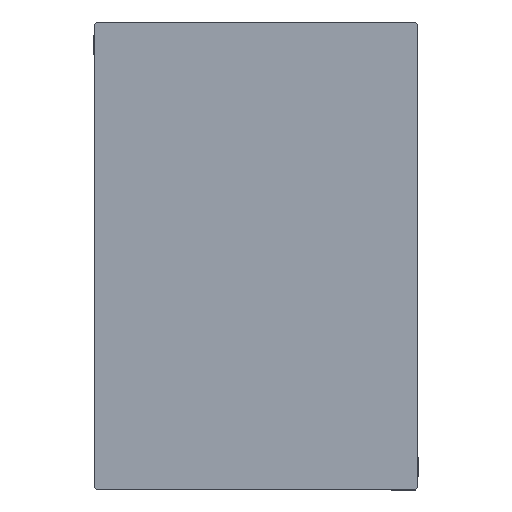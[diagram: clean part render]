
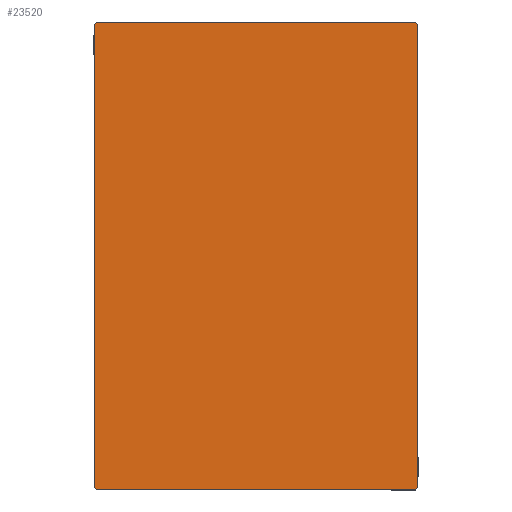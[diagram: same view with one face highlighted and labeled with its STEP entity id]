
A CAD part, left-side view. The second image highlights one B-rep face of the part: STEP entity #23520.
In plain terms, the highlighted face is planar.
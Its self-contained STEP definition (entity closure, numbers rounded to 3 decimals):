
#18 = DIRECTION ( 'NONE',  ( 1., 0., 0. ) ) ;
#46 = CARTESIAN_POINT ( 'NONE',  ( 130., -27.35, 27.35 ) ) ;
#1009 = ORIENTED_EDGE ( 'NONE', *, *, #38499, .T. ) ;
#2026 = VECTOR ( 'NONE', #6650, 1000. ) ;
#2893 = VERTEX_POINT ( 'NONE', #11691 ) ;
#3765 = VECTOR ( 'NONE', #40837, 1000. ) ;
#4555 = CARTESIAN_POINT ( 'NONE',  ( 130., -22.5, 32.5 ) ) ;
#6084 = CARTESIAN_POINT ( 'NONE',  ( 130., 0., 0. ) ) ;
#6233 = VECTOR ( 'NONE', #31580, 1000. ) ;
#6262 = VECTOR ( 'NONE', #30955, 1000. ) ;
#6650 = DIRECTION ( 'NONE',  ( 0., 0.707, 0.707 ) ) ;
#7351 = ORIENTED_EDGE ( 'NONE', *, *, #40519, .T. ) ;
#8742 = LINE ( 'NONE', #28428, #28585 ) ;
#9154 = VERTEX_POINT ( 'NONE', #40759 ) ;
#9603 = VERTEX_POINT ( 'NONE', #22551 ) ;
#10660 = CARTESIAN_POINT ( 'NONE',  ( 130., 22.2, -32.5 ) ) ;
#11136 = EDGE_CURVE ( 'NONE', #11261, #9603, #8742, .T. ) ;
#11261 = VERTEX_POINT ( 'NONE', #32528 ) ;
#11334 = EDGE_LOOP ( 'NONE', ( #27903, #1009, #7351, #22208, #19403, #41256, #17921, #16846 ) ) ;
#11691 = CARTESIAN_POINT ( 'NONE',  ( 130., -22.5, 32.2 ) ) ;
#12049 = VECTOR ( 'NONE', #36965, 1000. ) ;
#13219 = DIRECTION ( 'NONE',  ( 0., -0.707, -0.707 ) ) ;
#14170 = CARTESIAN_POINT ( 'NONE',  ( 130., 27.35, -27.35 ) ) ;
#15942 = CARTESIAN_POINT ( 'NONE',  ( 130., -22.2, 32.5 ) ) ;
#16414 = EDGE_CURVE ( 'NONE', #9154, #18221, #36956, .T. ) ;
#16846 = ORIENTED_EDGE ( 'NONE', *, *, #11136, .T. ) ;
#17104 = EDGE_CURVE ( 'NONE', #9603, #29140, #40631, .T. ) ;
#17921 = ORIENTED_EDGE ( 'NONE', *, *, #36900, .T. ) ;
#18221 = VERTEX_POINT ( 'NONE', #23567 ) ;
#19403 = ORIENTED_EDGE ( 'NONE', *, *, #41566, .T. ) ;
#20446 = LINE ( 'NONE', #14170, #2026 ) ;
#20747 = CARTESIAN_POINT ( 'NONE',  ( 130., 22.5, -32.2 ) ) ;
#21179 = CARTESIAN_POINT ( 'NONE',  ( 130., -22.5, -32.5 ) ) ;
#21397 = VECTOR ( 'NONE', #42213, 1000. ) ;
#22061 = VERTEX_POINT ( 'NONE', #15942 ) ;
#22083 = LINE ( 'NONE', #35270, #6262 ) ;
#22208 = ORIENTED_EDGE ( 'NONE', *, *, #16414, .T. ) ;
#22551 = CARTESIAN_POINT ( 'NONE',  ( 130., -22.2, -32.5 ) ) ;
#22987 = CARTESIAN_POINT ( 'NONE',  ( 130., 22.5, -32.5 ) ) ;
#23520 = ADVANCED_FACE ( 'NONE', ( #35687 ), #25749, .T. ) ;
#23567 = CARTESIAN_POINT ( 'NONE',  ( 130., 22.2, 32.5 ) ) ;
#25749 = PLANE ( 'NONE',  #38406 ) ;
#27903 = ORIENTED_EDGE ( 'NONE', *, *, #17104, .T. ) ;
#28428 = CARTESIAN_POINT ( 'NONE',  ( 130., -27.35, -27.35 ) ) ;
#28585 = VECTOR ( 'NONE', #38363, 1000. ) ;
#29140 = VERTEX_POINT ( 'NONE', #10660 ) ;
#29466 = LINE ( 'NONE', #22987, #21397 ) ;
#30482 = CARTESIAN_POINT ( 'NONE',  ( 130., 27.35, 27.35 ) ) ;
#30955 = DIRECTION ( 'NONE',  ( 0., -1., 0. ) ) ;
#31580 = DIRECTION ( 'NONE',  ( 0., 0., -1. ) ) ;
#32528 = CARTESIAN_POINT ( 'NONE',  ( 130., -22.5, -32.2 ) ) ;
#34835 = VERTEX_POINT ( 'NONE', #20747 ) ;
#35270 = CARTESIAN_POINT ( 'NONE',  ( 130., 22.5, 32.5 ) ) ;
#35554 = LINE ( 'NONE', #46, #40704 ) ;
#35687 = FACE_OUTER_BOUND ( 'NONE', #11334, .T. ) ;
#35720 = EDGE_CURVE ( 'NONE', #22061, #2893, #35554, .T. ) ;
#36900 = EDGE_CURVE ( 'NONE', #2893, #11261, #40860, .T. ) ;
#36948 = DIRECTION ( 'NONE',  ( 0., 0., -1. ) ) ;
#36956 = LINE ( 'NONE', #30482, #3765 ) ;
#36965 = DIRECTION ( 'NONE',  ( 0., 1., 0. ) ) ;
#38363 = DIRECTION ( 'NONE',  ( 0., 0.707, -0.707 ) ) ;
#38406 = AXIS2_PLACEMENT_3D ( 'NONE', #6084, #18, #36948 ) ;
#38499 = EDGE_CURVE ( 'NONE', #29140, #34835, #20446, .T. ) ;
#40519 = EDGE_CURVE ( 'NONE', #34835, #9154, #29466, .T. ) ;
#40631 = LINE ( 'NONE', #21179, #12049 ) ;
#40704 = VECTOR ( 'NONE', #13219, 1000. ) ;
#40759 = CARTESIAN_POINT ( 'NONE',  ( 130., 22.5, 32.2 ) ) ;
#40837 = DIRECTION ( 'NONE',  ( 0., -0.707, 0.707 ) ) ;
#40860 = LINE ( 'NONE', #4555, #6233 ) ;
#41256 = ORIENTED_EDGE ( 'NONE', *, *, #35720, .T. ) ;
#41566 = EDGE_CURVE ( 'NONE', #18221, #22061, #22083, .T. ) ;
#42213 = DIRECTION ( 'NONE',  ( 0., 0., 1. ) ) ;
